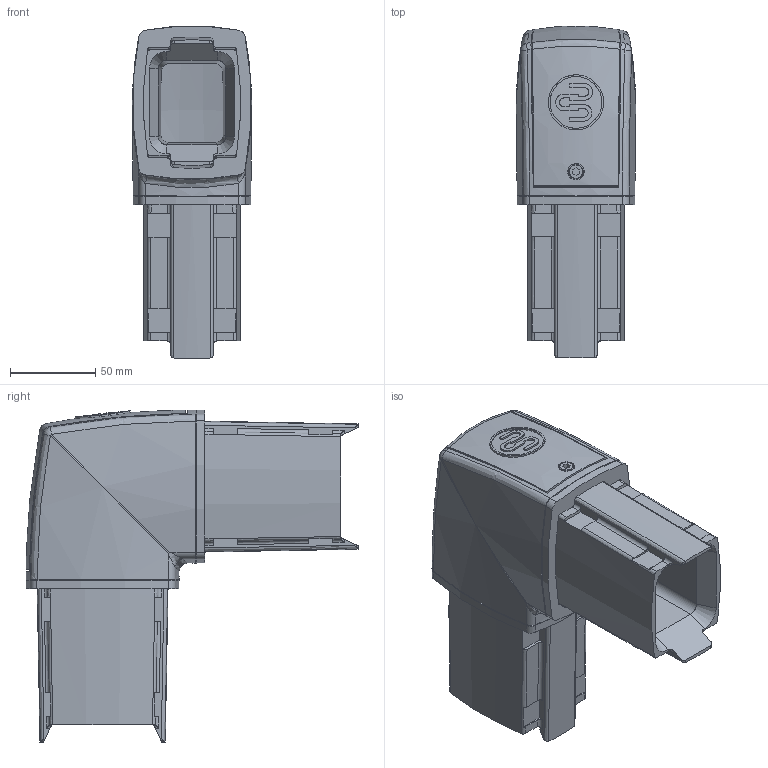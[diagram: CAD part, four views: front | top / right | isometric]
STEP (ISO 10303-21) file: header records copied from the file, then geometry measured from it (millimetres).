
FILE_DESCRIPTION((''),'2;1');
FILE_NAME('MCO90083108_SW0001','2009-03-04T',('K.Herdt'),(''),'PRO/ENGINEER BY PARAMETRIC TECHNOLOGY CORPORATION, 2005070','PRO/ENGINEER BY PARAMETRIC TECHNOLOGY CORPORATION, 2005070','');
FILE_SCHEMA(('AUTOMOTIVE_DESIGN_CC2 { 1 2 10303 214 -1 1 5 2 }'));
Length unit declared in the file: millimetre
Products named in the file (1): MCO90083108_SW0001
Bounding box: 70 x 195 x 195 mm (x, y, z)
Volume: 678700.3 mm3; surface area: 161099.1 mm2
Topology: 1 solids, 1 shells, 541 faces, 1494 edges, 942 vertices
Faces by surface type: plane 272, cylinder 172, bspline 47, cone 29, torus 15, extrusion 4, sphere 2
Entity records: 32503 total; most frequent: CARTESIAN_POINT 9838, ORIENTED_EDGE 2982, DIRECTION 2200, PRESENTATION_STYLE_ASSIGNMENT 2041, STYLED_ITEM 1500, CURVE_STYLE 1499, EDGE_CURVE 1491, VERTEX_POINT 936
